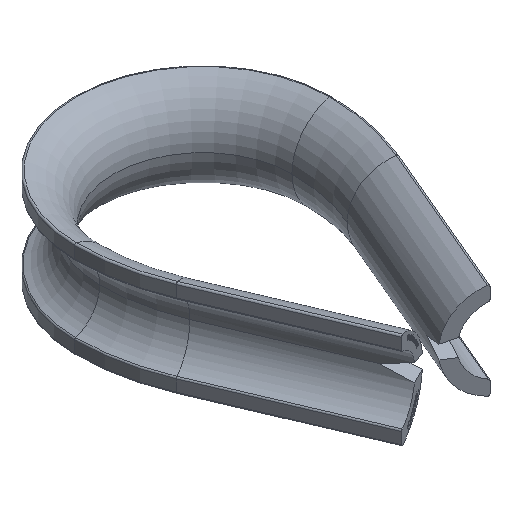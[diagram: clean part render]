
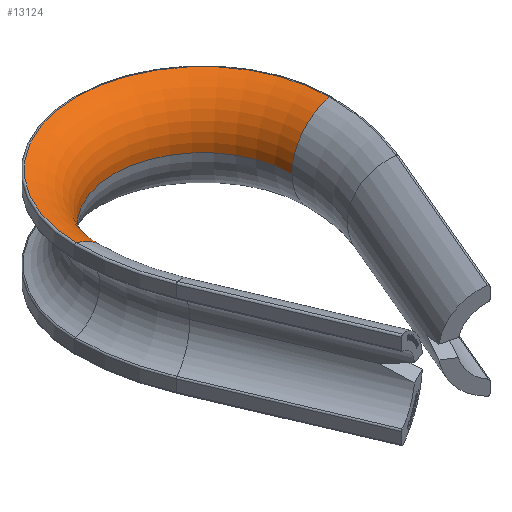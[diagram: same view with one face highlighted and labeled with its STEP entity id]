
A CAD part, isometric view. The second image highlights one B-rep face of the part: STEP entity #13124.
In plain terms, the highlighted toroidal (fillet/blend) face has major radius 8.8 mm and minor radius 3.15 mm.
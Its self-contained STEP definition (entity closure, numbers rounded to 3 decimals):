
#1414 = AXIS2_PLACEMENT_3D ( 'NONE', #4930, #12015, #5144 ) ;
#1599 = VERTEX_POINT ( 'NONE', #1760 ) ;
#1760 = CARTESIAN_POINT ( 'NONE',  ( 8.025, 14.45, 3.053 ) ) ;
#2147 = DIRECTION ( 'NONE',  ( 0., 1., 0. ) ) ;
#2198 = VERTEX_POINT ( 'NONE', #14202 ) ;
#2253 = CARTESIAN_POINT ( 'NONE',  ( 8.8, 14.45, 0. ) ) ;
#2301 = AXIS2_PLACEMENT_3D ( 'NONE', #2253, #8062, #2305 ) ;
#2305 = DIRECTION ( 'NONE',  ( 0., 0., -1. ) ) ;
#2383 = CARTESIAN_POINT ( 'NONE',  ( 0., 14.45, 3.053 ) ) ;
#3203 = ORIENTED_EDGE ( 'NONE', *, *, #13597, .T. ) ;
#4555 = EDGE_LOOP ( 'NONE', ( #8395, #8322, #11680, #3203 ) ) ;
#4702 = DIRECTION ( 'NONE',  ( -1., 0., 0. ) ) ;
#4930 = CARTESIAN_POINT ( 'NONE',  ( 0., 14.45, 0. ) ) ;
#5144 = DIRECTION ( 'NONE',  ( 1., 0., 0. ) ) ;
#5893 = DIRECTION ( 'NONE',  ( 0., 0., 1. ) ) ;
#6189 = TOROIDAL_SURFACE ( 'NONE', #8068, 8.8, 3.15 ) ;
#8062 = DIRECTION ( 'NONE',  ( 0., -1., 0. ) ) ;
#8068 = AXIS2_PLACEMENT_3D ( 'NONE', #10328, #11644, #10283 ) ;
#8322 = ORIENTED_EDGE ( 'NONE', *, *, #10912, .F. ) ;
#8395 = ORIENTED_EDGE ( 'NONE', *, *, #9327, .F. ) ;
#9327 = EDGE_CURVE ( 'NONE', #12517, #2198, #13897, .T. ) ;
#10156 = DIRECTION ( 'NONE',  ( 0., 0., -1. ) ) ;
#10283 = DIRECTION ( 'NONE',  ( 1., 0., 0. ) ) ;
#10316 = VERTEX_POINT ( 'NONE', #10925 ) ;
#10328 = CARTESIAN_POINT ( 'NONE',  ( 0., 14.45, 0. ) ) ;
#10497 = EDGE_CURVE ( 'NONE', #1599, #10316, #13447, .T. ) ;
#10912 = EDGE_CURVE ( 'NONE', #1599, #12517, #14402, .T. ) ;
#10925 = CARTESIAN_POINT ( 'NONE',  ( -8.025, 14.45, 3.053 ) ) ;
#11644 = DIRECTION ( 'NONE',  ( 0., 0., 1. ) ) ;
#11680 = ORIENTED_EDGE ( 'NONE', *, *, #10497, .T. ) ;
#11757 = FACE_OUTER_BOUND ( 'NONE', #4555, .T. ) ;
#12015 = DIRECTION ( 'NONE',  ( 0., 0., 1. ) ) ;
#12018 = AXIS2_PLACEMENT_3D ( 'NONE', #12290, #2147, #10156 ) ;
#12290 = CARTESIAN_POINT ( 'NONE',  ( -8.8, 14.45, 0. ) ) ;
#12517 = VERTEX_POINT ( 'NONE', #13741 ) ;
#13124 = ADVANCED_FACE ( 'NONE', ( #11757 ), #6189, .T. ) ;
#13198 = CIRCLE ( 'NONE', #12018, 3.15 ) ;
#13447 = CIRCLE ( 'NONE', #13650, 8.025 ) ;
#13597 = EDGE_CURVE ( 'NONE', #10316, #2198, #13198, .T. ) ;
#13650 = AXIS2_PLACEMENT_3D ( 'NONE', #2383, #5893, #4702 ) ;
#13741 = CARTESIAN_POINT ( 'NONE',  ( 5.65, 14.45, 0. ) ) ;
#13897 = CIRCLE ( 'NONE', #1414, 5.65 ) ;
#14202 = CARTESIAN_POINT ( 'NONE',  ( -5.65, 14.45, 0. ) ) ;
#14402 = CIRCLE ( 'NONE', #2301, 3.15 ) ;
